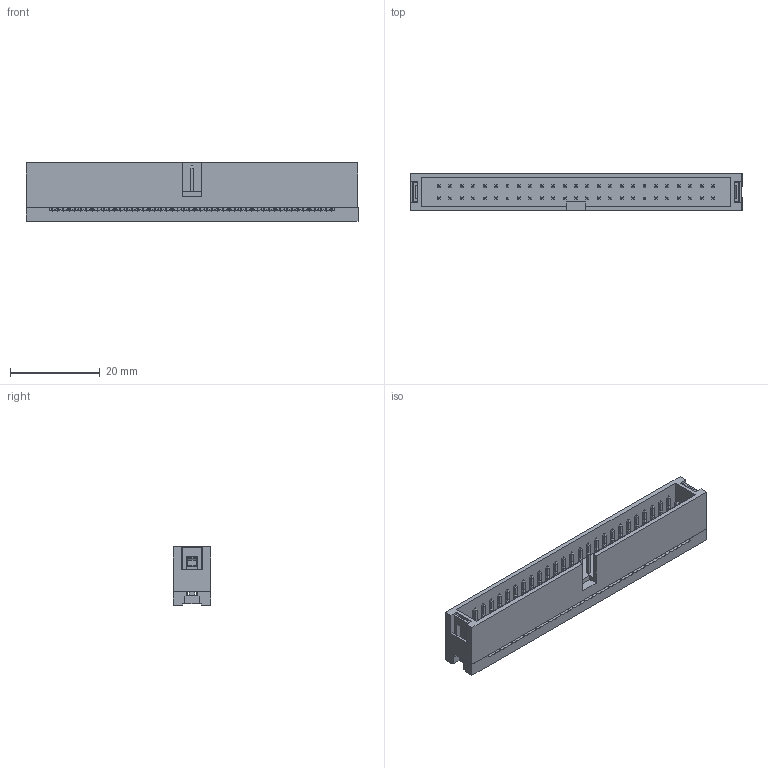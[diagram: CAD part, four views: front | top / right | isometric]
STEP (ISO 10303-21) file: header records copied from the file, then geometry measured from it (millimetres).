
FILE_DESCRIPTION( ( 'Unknown' ), '1' );
FILE_NAME( '61205025821.stp', 'Unknown', ( 'Unknown' ), ( 'Unknown' ), 'PSStep 14.0', 'Unknown', ' ' );
FILE_SCHEMA( ( 'AUTOMOTIVE_DESIGN { 1 0 10303 214 1 1 1 1 }' ) );
Length unit declared in the file: millimetre
Products named in the file (4): Assem1; 6120xx25821_PIN; 61205025821; 61205025821_PAD
Assembly tree (52 placements, depth 2):
  Assem1
    6120xx25821_PIN  x50
    61205025821
    61205025821_PAD
Bounding box: 73.8 x 8.4 x 13 mm (x, y, z)
Volume: 4741.8 mm3; surface area: 8772.2 mm2
Topology: 52 solids, 52 shells, 2070 faces, 5390 edges, 3424 vertices
Faces by surface type: plane 1820, cylinder 250
Entity records: 35235 total; most frequent: CARTESIAN_POINT 5057, ORIENTED_EDGE 4998, DIRECTION 4503, EDGE_CURVE 2499, LINE 2291, VECTOR 2291, VERTEX_POINT 1660, AXIS2_PLACEMENT_3D 1106
